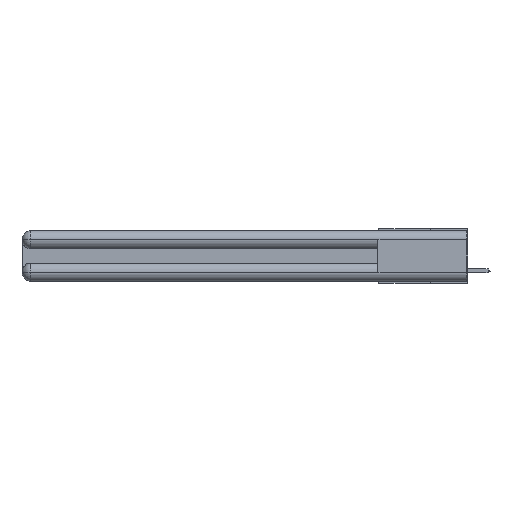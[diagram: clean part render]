
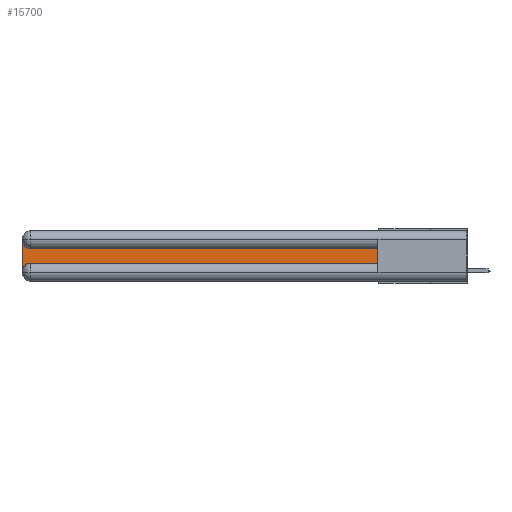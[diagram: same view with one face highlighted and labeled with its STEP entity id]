
A CAD part, left-side view. The second image highlights one B-rep face of the part: STEP entity #15700.
In plain terms, the highlighted planar face has unit normal (-1, 0, 0).
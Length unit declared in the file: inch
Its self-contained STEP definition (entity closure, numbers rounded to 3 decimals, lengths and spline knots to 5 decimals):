
#230 = DIRECTION ( 'NONE',  ( 0., 0., -1. ) ) ;
#831 = AXIS2_PLACEMENT_3D ( 'NONE', #20331, #24346, #230 ) ;
#1649 = CARTESIAN_POINT ( 'NONE',  ( 0.075, 2.94, -0.2775 ) ) ;
#2481 = ORIENTED_EDGE ( 'NONE', *, *, #21790, .T. ) ;
#3725 = DIRECTION ( 'NONE',  ( 1., 0., 0. ) ) ;
#3928 = DIRECTION ( 'NONE',  ( 1., 0., 0. ) ) ;
#4454 = FACE_OUTER_BOUND ( 'NONE', #8579, .T. ) ;
#4792 = CARTESIAN_POINT ( 'NONE',  ( 0.075, 3., -0.0625 ) ) ;
#4846 = CARTESIAN_POINT ( 'NONE',  ( 0.075, 0.6, -0.1225 ) ) ;
#4863 = EDGE_CURVE ( 'NONE', #25752, #25008, #16663, .T. ) ;
#5412 = CARTESIAN_POINT ( 'NONE',  ( 0.075, 3., -0.2175 ) ) ;
#6064 = CARTESIAN_POINT ( 'NONE',  ( 0.075, 0.6, -0.1225 ) ) ;
#6123 = DIRECTION ( 'NONE',  ( 0., 0., -1. ) ) ;
#6200 = EDGE_CURVE ( 'NONE', #25008, #24132, #10993, .T. ) ;
#7253 = VERTEX_POINT ( 'NONE', #25432 ) ;
#7550 = DIRECTION ( 'NONE',  ( 0., 0., 1. ) ) ;
#7646 = VERTEX_POINT ( 'NONE', #24617 ) ;
#7920 = EDGE_CURVE ( 'NONE', #7253, #7646, #19906, .T. ) ;
#7934 = VECTOR ( 'NONE', #7550, 39.37008 ) ;
#8520 = LINE ( 'NONE', #22856, #19390 ) ;
#8579 = EDGE_LOOP ( 'NONE', ( #9375, #20949, #12923, #9238, #2481, #9952 ) ) ;
#8828 = DIRECTION ( 'NONE',  ( 0., 1., 0. ) ) ;
#9238 = ORIENTED_EDGE ( 'NONE', *, *, #7920, .T. ) ;
#9375 = ORIENTED_EDGE ( 'NONE', *, *, #4863, .T. ) ;
#9644 = EDGE_CURVE ( 'NONE', #24132, #7253, #24752, .T. ) ;
#9952 = ORIENTED_EDGE ( 'NONE', *, *, #21105, .T. ) ;
#10993 = CIRCLE ( 'NONE', #831, 0.06 ) ;
#11311 = DIRECTION ( 'NONE',  ( 0., 0., -1. ) ) ;
#11555 = CARTESIAN_POINT ( 'NONE',  ( 0.075, 0.6, -0.2175 ) ) ;
#12237 = PLANE ( 'NONE',  #21963 ) ;
#12923 = ORIENTED_EDGE ( 'NONE', *, *, #9644, .T. ) ;
#13176 = VECTOR ( 'NONE', #11311, 39.37008 ) ;
#13212 = LINE ( 'NONE', #11555, #7934 ) ;
#13991 = CARTESIAN_POINT ( 'NONE',  ( 0.075, 3., -0.1225 ) ) ;
#15624 = DIRECTION ( 'NONE',  ( 0., 0., -1. ) ) ;
#15700 = ADVANCED_FACE ( 'NONE', ( #4454 ), #12237, .F. ) ;
#16663 = LINE ( 'NONE', #4846, #21013 ) ;
#17951 = AXIS2_PLACEMENT_3D ( 'NONE', #1649, #3725, #15624 ) ;
#18299 = CARTESIAN_POINT ( 'NONE',  ( 0.075, 2.94, -0.1225 ) ) ;
#19190 = CARTESIAN_POINT ( 'NONE',  ( 0.075, 0.6, -0.2175 ) ) ;
#19390 = VECTOR ( 'NONE', #21104, 39.37008 ) ;
#19906 = CIRCLE ( 'NONE', #17951, 0.06 ) ;
#20331 = CARTESIAN_POINT ( 'NONE',  ( 0.075, 2.94, -0.0625 ) ) ;
#20949 = ORIENTED_EDGE ( 'NONE', *, *, #6200, .T. ) ;
#21013 = VECTOR ( 'NONE', #8828, 39.37008 ) ;
#21104 = DIRECTION ( 'NONE',  ( 0., -1., 0. ) ) ;
#21105 = EDGE_CURVE ( 'NONE', #24597, #25752, #13212, .T. ) ;
#21790 = EDGE_CURVE ( 'NONE', #7646, #24597, #8520, .T. ) ;
#21963 = AXIS2_PLACEMENT_3D ( 'NONE', #13991, #3928, #6123 ) ;
#22856 = CARTESIAN_POINT ( 'NONE',  ( 0.075, 0.6, -0.2175 ) ) ;
#24132 = VERTEX_POINT ( 'NONE', #4792 ) ;
#24346 = DIRECTION ( 'NONE',  ( 1., 0., 0. ) ) ;
#24597 = VERTEX_POINT ( 'NONE', #19190 ) ;
#24617 = CARTESIAN_POINT ( 'NONE',  ( 0.075, 2.94, -0.2175 ) ) ;
#24752 = LINE ( 'NONE', #5412, #13176 ) ;
#25008 = VERTEX_POINT ( 'NONE', #18299 ) ;
#25432 = CARTESIAN_POINT ( 'NONE',  ( 0.075, 3., -0.2775 ) ) ;
#25752 = VERTEX_POINT ( 'NONE', #6064 ) ;
